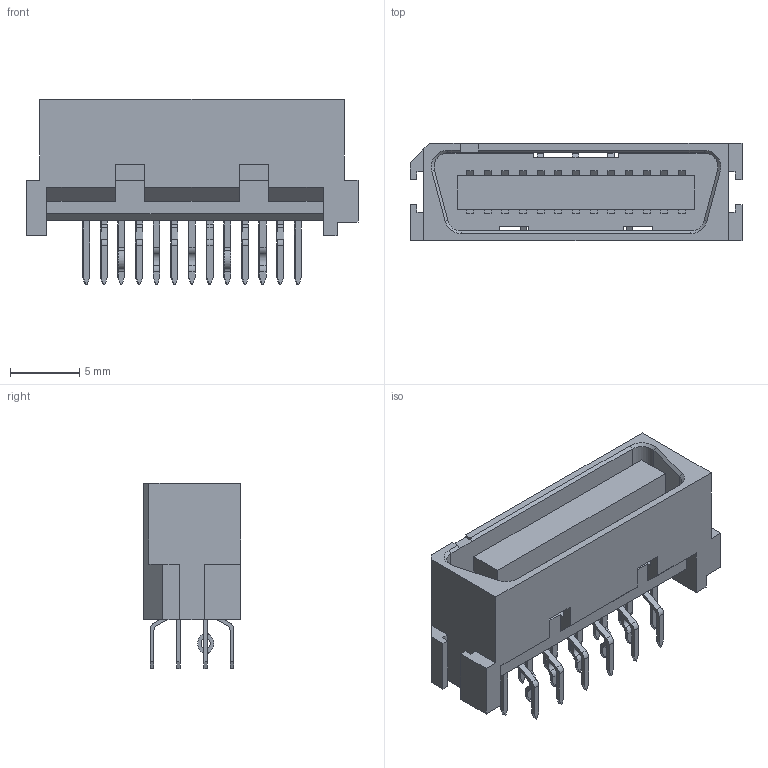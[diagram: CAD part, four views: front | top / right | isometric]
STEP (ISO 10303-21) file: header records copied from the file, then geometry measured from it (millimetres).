
FILE_DESCRIPTION( ('This file contains a STEP AP42 implementation' ,'as created by ZW3D STEP Interface translator.') ,'2;1' );
FILE_NAME( '6320D-XXXSDXXPWX01.stp' ,'231027.115431', (''), ('ZWCAD Software Co.'), 'Version 1.0', 'ZW3D to STEP translator', '' );
FILE_SCHEMA(('AUTOMOTIVE_DESIGN { 1 0 10303 214 1 1 1 1 }'));
Length unit declared in the file: millimetre
Products named in the file (2): 0; 6320d_26p_asm
Bounding box: 23.91 x 7.02 x 13.33 mm (x, y, z)
Volume: 887.7 mm3; surface area: 1718.9 mm2
Topology: 1 solids, 1 shells, 880 faces, 2959 edges, 1988 vertices
Faces by surface type: plane 675, cylinder 201, cone 4
Entity records: 33437 total; most frequent: ORIENTED_EDGE 5960, CARTESIAN_POINT 5834, DIRECTION 5288, EDGE_CURVE 2965, VECTOR 2404, LINE 2404, VERTEX_POINT 1988, AXIS2_PLACEMENT_3D 1442
